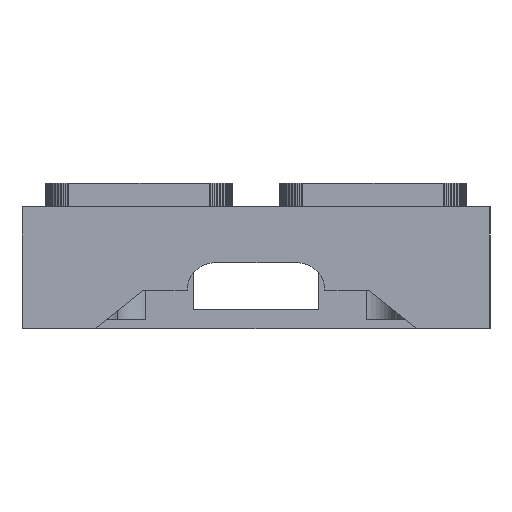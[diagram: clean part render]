
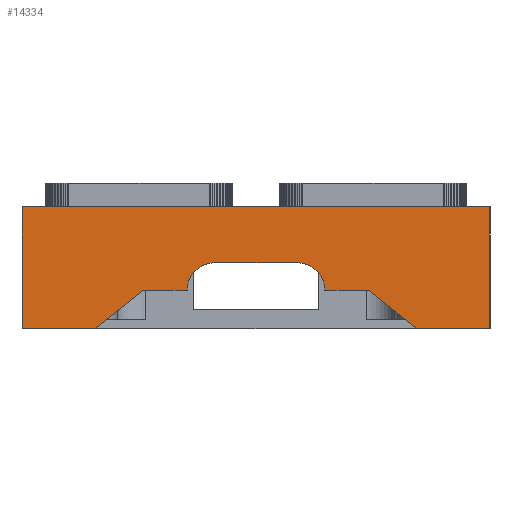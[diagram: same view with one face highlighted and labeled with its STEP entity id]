
A CAD part, left-side view. The second image highlights one B-rep face of the part: STEP entity #14334.
In plain terms, the highlighted planar face has unit normal (-1, 0, 0).
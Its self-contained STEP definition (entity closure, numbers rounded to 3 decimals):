
#61 = CARTESIAN_POINT ( 'NONE',  ( -1., 0., 0. ) ) ;
#249 = DIRECTION ( 'NONE',  ( 0., 0.783, 0.622 ) ) ;
#289 = PLANE ( 'NONE',  #32867 ) ;
#964 = ORIENTED_EDGE ( 'NONE', *, *, #22026, .F. ) ;
#1436 = CARTESIAN_POINT ( 'NONE',  ( -1., 31., 7.7 ) ) ;
#1982 = CARTESIAN_POINT ( 'NONE',  ( -1., 31., -0.624 ) ) ;
#2643 = CARTESIAN_POINT ( 'NONE',  ( -1., -1., -0.624 ) ) ;
#2851 = ORIENTED_EDGE ( 'NONE', *, *, #23866, .T. ) ;
#3000 = LINE ( 'NONE', #26613, #15624 ) ;
#3284 = CARTESIAN_POINT ( 'NONE',  ( -1., 22.7, 2. ) ) ;
#3426 = DIRECTION ( 'NONE',  ( -1., 0., 0. ) ) ;
#3667 = CARTESIAN_POINT ( 'NONE',  ( -1., 7.3, 2. ) ) ;
#4100 = DIRECTION ( 'NONE',  ( -1., 0., 0. ) ) ;
#4159 = CARTESIAN_POINT ( 'NONE',  ( -1., -1., -0.624 ) ) ;
#4497 = LINE ( 'NONE', #17559, #12478 ) ;
#4669 = VERTEX_POINT ( 'NONE', #5186 ) ;
#4749 = CIRCLE ( 'NONE', #9056, 1.88 ) ;
#5186 = CARTESIAN_POINT ( 'NONE',  ( -1., 4., -0.624 ) ) ;
#6663 = DIRECTION ( 'NONE',  ( 0., 0.783, -0.622 ) ) ;
#6807 = LINE ( 'NONE', #34887, #11242 ) ;
#7290 = VERTEX_POINT ( 'NONE', #3667 ) ;
#7679 = DIRECTION ( 'NONE',  ( 1., 0., 0. ) ) ;
#8061 = VECTOR ( 'NONE', #28003, 1000. ) ;
#8508 = CARTESIAN_POINT ( 'NONE',  ( -1., 22.7, 2. ) ) ;
#8662 = LINE ( 'NONE', #35869, #9257 ) ;
#8705 = EDGE_CURVE ( 'NONE', #42366, #8826, #4749, .T. ) ;
#8826 = VERTEX_POINT ( 'NONE', #35762 ) ;
#9056 = AXIS2_PLACEMENT_3D ( 'NONE', #16921, #3426, #24103 ) ;
#9115 = VERTEX_POINT ( 'NONE', #38592 ) ;
#9257 = VECTOR ( 'NONE', #22385, 1000. ) ;
#9408 = LINE ( 'NONE', #1982, #37070 ) ;
#9474 = VERTEX_POINT ( 'NONE', #34736 ) ;
#9483 = LINE ( 'NONE', #13732, #25347 ) ;
#10592 = VERTEX_POINT ( 'NONE', #8508 ) ;
#11071 = DIRECTION ( 'NONE',  ( 0., -1., 0. ) ) ;
#11242 = VECTOR ( 'NONE', #41652, 1000. ) ;
#12224 = AXIS2_PLACEMENT_3D ( 'NONE', #14450, #4100, #11071 ) ;
#12478 = VECTOR ( 'NONE', #249, 1000. ) ;
#12526 = EDGE_CURVE ( 'NONE', #36401, #9474, #8662, .T. ) ;
#13103 = VERTEX_POINT ( 'NONE', #16485 ) ;
#13732 = CARTESIAN_POINT ( 'NONE',  ( -1., 12.18, 3.88 ) ) ;
#14214 = EDGE_CURVE ( 'NONE', #13103, #41996, #3000, .T. ) ;
#14334 = ADVANCED_FACE ( 'NONE', ( #14438 ), #289, .F. ) ;
#14438 = FACE_OUTER_BOUND ( 'NONE', #18354, .T. ) ;
#14450 = CARTESIAN_POINT ( 'NONE',  ( -1., 12.18, 2. ) ) ;
#15384 = LINE ( 'NONE', #19209, #22487 ) ;
#15624 = VECTOR ( 'NONE', #16497, 1000. ) ;
#15662 = CARTESIAN_POINT ( 'NONE',  ( -1., 7.3, 2. ) ) ;
#16048 = ORIENTED_EDGE ( 'NONE', *, *, #38600, .F. ) ;
#16485 = CARTESIAN_POINT ( 'NONE',  ( -1., -1., 7.7 ) ) ;
#16497 = DIRECTION ( 'NONE',  ( 0., 1., 0. ) ) ;
#16921 = CARTESIAN_POINT ( 'NONE',  ( -1., 17.82, 2. ) ) ;
#17559 = CARTESIAN_POINT ( 'NONE',  ( -1., 4., -0.624 ) ) ;
#17694 = CARTESIAN_POINT ( 'NONE',  ( -1., 31., -0.624 ) ) ;
#17710 = ORIENTED_EDGE ( 'NONE', *, *, #22265, .F. ) ;
#17727 = VERTEX_POINT ( 'NONE', #36796 ) ;
#18354 = EDGE_LOOP ( 'NONE', ( #964, #25314, #34599, #17710, #43322, #2851, #42720, #40845, #33793, #18374, #16048, #19137 ) ) ;
#18374 = ORIENTED_EDGE ( 'NONE', *, *, #39920, .F. ) ;
#19137 = ORIENTED_EDGE ( 'NONE', *, *, #8705, .F. ) ;
#19209 = CARTESIAN_POINT ( 'NONE',  ( -1., 7.3, 2. ) ) ;
#20383 = EDGE_CURVE ( 'NONE', #7290, #9115, #15384, .T. ) ;
#21952 = DIRECTION ( 'NONE',  ( 0., 1., 0. ) ) ;
#22026 = EDGE_CURVE ( 'NONE', #17727, #42366, #9483, .T. ) ;
#22265 = EDGE_CURVE ( 'NONE', #4669, #7290, #4497, .T. ) ;
#22385 = DIRECTION ( 'NONE',  ( 0., -1., 0. ) ) ;
#22487 = VECTOR ( 'NONE', #32915, 1000. ) ;
#23367 = EDGE_CURVE ( 'NONE', #41996, #36401, #9408, .T. ) ;
#23866 = EDGE_CURVE ( 'NONE', #29945, #13103, #6807, .T. ) ;
#24103 = DIRECTION ( 'NONE',  ( 0., -1., 0. ) ) ;
#24182 = LINE ( 'NONE', #3284, #39628 ) ;
#24409 = LINE ( 'NONE', #4159, #8061 ) ;
#25314 = ORIENTED_EDGE ( 'NONE', *, *, #42515, .F. ) ;
#25347 = VECTOR ( 'NONE', #44106, 1000. ) ;
#26613 = CARTESIAN_POINT ( 'NONE',  ( -1., 31., 7.7 ) ) ;
#26768 = VECTOR ( 'NONE', #21952, 1000. ) ;
#28003 = DIRECTION ( 'NONE',  ( 0., -1., 0. ) ) ;
#29945 = VERTEX_POINT ( 'NONE', #2643 ) ;
#32867 = AXIS2_PLACEMENT_3D ( 'NONE', #61, #7679, #37825 ) ;
#32915 = DIRECTION ( 'NONE',  ( 0., 1., 0. ) ) ;
#33793 = ORIENTED_EDGE ( 'NONE', *, *, #12526, .T. ) ;
#34599 = ORIENTED_EDGE ( 'NONE', *, *, #20383, .F. ) ;
#34736 = CARTESIAN_POINT ( 'NONE',  ( -1., 26., -0.624 ) ) ;
#34887 = CARTESIAN_POINT ( 'NONE',  ( -1., -1., 7.7 ) ) ;
#35762 = CARTESIAN_POINT ( 'NONE',  ( -1., 19.7, 2. ) ) ;
#35869 = CARTESIAN_POINT ( 'NONE',  ( -1., -1., -0.624 ) ) ;
#36401 = VERTEX_POINT ( 'NONE', #17694 ) ;
#36796 = CARTESIAN_POINT ( 'NONE',  ( -1., 12.18, 3.88 ) ) ;
#37070 = VECTOR ( 'NONE', #39538, 1000. ) ;
#37825 = DIRECTION ( 'NONE',  ( 0., 1., 0. ) ) ;
#37835 = CARTESIAN_POINT ( 'NONE',  ( -1., 17.82, 3.88 ) ) ;
#38592 = CARTESIAN_POINT ( 'NONE',  ( -1., 10.3, 2. ) ) ;
#38600 = EDGE_CURVE ( 'NONE', #8826, #10592, #39734, .T. ) ;
#39538 = DIRECTION ( 'NONE',  ( 0., 0., -1. ) ) ;
#39628 = VECTOR ( 'NONE', #6663, 1000. ) ;
#39734 = LINE ( 'NONE', #15662, #26768 ) ;
#39920 = EDGE_CURVE ( 'NONE', #10592, #9474, #24182, .T. ) ;
#40159 = EDGE_CURVE ( 'NONE', #4669, #29945, #24409, .T. ) ;
#40227 = CIRCLE ( 'NONE', #12224, 1.88 ) ;
#40845 = ORIENTED_EDGE ( 'NONE', *, *, #23367, .T. ) ;
#41652 = DIRECTION ( 'NONE',  ( 0., 0., 1. ) ) ;
#41996 = VERTEX_POINT ( 'NONE', #1436 ) ;
#42366 = VERTEX_POINT ( 'NONE', #37835 ) ;
#42515 = EDGE_CURVE ( 'NONE', #9115, #17727, #40227, .T. ) ;
#42720 = ORIENTED_EDGE ( 'NONE', *, *, #14214, .T. ) ;
#43322 = ORIENTED_EDGE ( 'NONE', *, *, #40159, .T. ) ;
#44106 = DIRECTION ( 'NONE',  ( 0., 1., 0. ) ) ;
